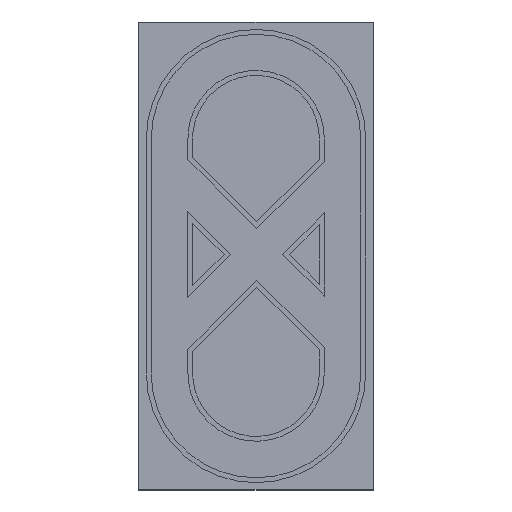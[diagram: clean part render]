
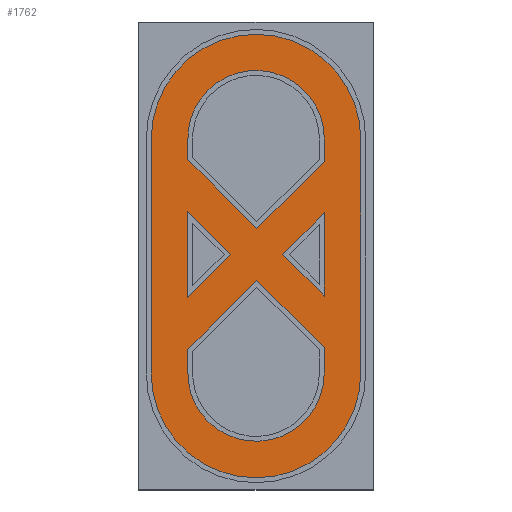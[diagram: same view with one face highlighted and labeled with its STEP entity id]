
A CAD part, top view. The second image highlights one B-rep face of the part: STEP entity #1762.
In plain terms, the highlighted planar face has unit normal (0, 0, 1).
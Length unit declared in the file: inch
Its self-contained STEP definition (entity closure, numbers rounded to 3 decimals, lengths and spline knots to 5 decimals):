
#45=FACE_BOUND('',#285,.T.);
#46=FACE_BOUND('',#286,.T.);
#47=FACE_BOUND('',#287,.T.);
#48=FACE_BOUND('',#288,.T.);
#72=CIRCLE('',#1889,14.0008);
#74=CIRCLE('',#1898,14.00081);
#76=CIRCLE('',#1908,21.5);
#78=CIRCLE('',#1912,21.5);
#173=FACE_OUTER_BOUND('',#284,.T.);
#284=EDGE_LOOP('',(#1465,#1466,#1467,#1468));
#285=EDGE_LOOP('',(#1469,#1470,#1471));
#286=EDGE_LOOP('',(#1472,#1473,#1474,#1475,#1476));
#287=EDGE_LOOP('',(#1477,#1478,#1479));
#288=EDGE_LOOP('',(#1480,#1481,#1482,#1483,#1484));
#431=LINE('',#2692,#638);
#434=LINE('',#2698,#641);
#438=LINE('',#2710,#645);
#441=LINE('',#2714,#648);
#444=LINE('',#2722,#651);
#447=LINE('',#2728,#654);
#450=LINE('',#2732,#657);
#453=LINE('',#2740,#660);
#457=LINE('',#2752,#664);
#460=LINE('',#2758,#667);
#463=LINE('',#2762,#670);
#466=LINE('',#2770,#673);
#469=LINE('',#2776,#676);
#472=LINE('',#2780,#679);
#475=LINE('',#2788,#682);
#479=LINE('',#2800,#686);
#638=VECTOR('',#2206,0.3937);
#641=VECTOR('',#2211,0.3937);
#645=VECTOR('',#2223,0.3937);
#648=VECTOR('',#2228,0.3937);
#651=VECTOR('',#2233,0.3937);
#654=VECTOR('',#2238,0.3937);
#657=VECTOR('',#2243,0.3937);
#660=VECTOR('',#2248,0.3937);
#664=VECTOR('',#2260,0.3937);
#667=VECTOR('',#2265,0.3937);
#670=VECTOR('',#2270,0.3937);
#673=VECTOR('',#2275,0.3937);
#676=VECTOR('',#2280,0.3937);
#679=VECTOR('',#2285,0.3937);
#682=VECTOR('',#2290,0.3937);
#686=VECTOR('',#2302,0.3937);
#820=VERTEX_POINT('',#2689);
#821=VERTEX_POINT('',#2691);
#823=VERTEX_POINT('',#2697);
#825=VERTEX_POINT('',#2703);
#827=VERTEX_POINT('',#2709);
#830=VERTEX_POINT('',#2719);
#831=VERTEX_POINT('',#2721);
#833=VERTEX_POINT('',#2727);
#836=VERTEX_POINT('',#2737);
#837=VERTEX_POINT('',#2739);
#839=VERTEX_POINT('',#2745);
#841=VERTEX_POINT('',#2751);
#843=VERTEX_POINT('',#2757);
#846=VERTEX_POINT('',#2767);
#847=VERTEX_POINT('',#2769);
#849=VERTEX_POINT('',#2775);
#852=VERTEX_POINT('',#2785);
#853=VERTEX_POINT('',#2787);
#855=VERTEX_POINT('',#2793);
#857=VERTEX_POINT('',#2799);
#1021=EDGE_CURVE('',#821,#820,#431,.T.);
#1024=EDGE_CURVE('',#823,#821,#434,.T.);
#1027=EDGE_CURVE('',#825,#823,#72,.T.);
#1030=EDGE_CURVE('',#827,#825,#438,.T.);
#1033=EDGE_CURVE('',#820,#827,#441,.T.);
#1036=EDGE_CURVE('',#831,#830,#444,.T.);
#1039=EDGE_CURVE('',#833,#831,#447,.T.);
#1042=EDGE_CURVE('',#830,#833,#450,.T.);
#1045=EDGE_CURVE('',#837,#836,#453,.T.);
#1048=EDGE_CURVE('',#839,#837,#74,.T.);
#1051=EDGE_CURVE('',#841,#839,#457,.T.);
#1054=EDGE_CURVE('',#843,#841,#460,.T.);
#1057=EDGE_CURVE('',#836,#843,#463,.T.);
#1060=EDGE_CURVE('',#847,#846,#466,.T.);
#1063=EDGE_CURVE('',#849,#847,#469,.T.);
#1066=EDGE_CURVE('',#846,#849,#472,.T.);
#1069=EDGE_CURVE('',#853,#852,#475,.T.);
#1072=EDGE_CURVE('',#855,#853,#76,.T.);
#1075=EDGE_CURVE('',#857,#855,#479,.T.);
#1078=EDGE_CURVE('',#852,#857,#78,.T.);
#1465=ORIENTED_EDGE('',*,*,#1078,.T.);
#1466=ORIENTED_EDGE('',*,*,#1075,.T.);
#1467=ORIENTED_EDGE('',*,*,#1072,.T.);
#1468=ORIENTED_EDGE('',*,*,#1069,.T.);
#1469=ORIENTED_EDGE('',*,*,#1066,.T.);
#1470=ORIENTED_EDGE('',*,*,#1063,.T.);
#1471=ORIENTED_EDGE('',*,*,#1060,.T.);
#1472=ORIENTED_EDGE('',*,*,#1057,.T.);
#1473=ORIENTED_EDGE('',*,*,#1054,.T.);
#1474=ORIENTED_EDGE('',*,*,#1051,.T.);
#1475=ORIENTED_EDGE('',*,*,#1048,.T.);
#1476=ORIENTED_EDGE('',*,*,#1045,.T.);
#1477=ORIENTED_EDGE('',*,*,#1042,.T.);
#1478=ORIENTED_EDGE('',*,*,#1039,.T.);
#1479=ORIENTED_EDGE('',*,*,#1036,.T.);
#1480=ORIENTED_EDGE('',*,*,#1033,.T.);
#1481=ORIENTED_EDGE('',*,*,#1030,.T.);
#1482=ORIENTED_EDGE('',*,*,#1027,.T.);
#1483=ORIENTED_EDGE('',*,*,#1024,.T.);
#1484=ORIENTED_EDGE('',*,*,#1021,.T.);
#1663=PLANE('',#1913);
#1762=ADVANCED_FACE('',(#173,#45,#46,#47,#48),#1663,.T.);
#1889=AXIS2_PLACEMENT_3D('',#2704,#2217,#2218);
#1898=AXIS2_PLACEMENT_3D('',#2746,#2254,#2255);
#1908=AXIS2_PLACEMENT_3D('',#2794,#2296,#2297);
#1912=AXIS2_PLACEMENT_3D('',#2804,#2308,#2309);
#1913=AXIS2_PLACEMENT_3D('',#2805,#2310,#2311);
#2206=DIRECTION('',(-0.707,-0.707,0.));
#2211=DIRECTION('',(0.005,-1.,0.));
#2217=DIRECTION('center_axis',(0.,0.,-1.));
#2218=DIRECTION('ref_axis',(1.,-0.004,0.));
#2223=DIRECTION('',(0.,1.,0.));
#2228=DIRECTION('',(-0.707,0.707,0.));
#2233=DIRECTION('',(-0.707,0.707,0.));
#2238=DIRECTION('',(0.,-1.,0.));
#2243=DIRECTION('',(0.707,0.707,0.));
#2248=DIRECTION('',(0.,1.,0.));
#2254=DIRECTION('center_axis',(0.,0.,-1.));
#2255=DIRECTION('ref_axis',(-0.999,0.053,0.));
#2260=DIRECTION('',(0.,-1.,0.));
#2265=DIRECTION('',(0.707,-0.707,0.));
#2270=DIRECTION('',(0.707,0.707,0.));
#2275=DIRECTION('',(-0.707,-0.707,0.));
#2280=DIRECTION('',(0.707,-0.707,0.));
#2285=DIRECTION('',(0.,1.,0.));
#2290=DIRECTION('',(0.,-1.,0.));
#2296=DIRECTION('center_axis',(0.,0.,1.));
#2297=DIRECTION('ref_axis',(1.,-0.005,0.));
#2302=DIRECTION('',(0.,1.,0.));
#2308=DIRECTION('center_axis',(0.,0.,1.));
#2309=DIRECTION('ref_axis',(-1.,0.,0.));
#2310=DIRECTION('center_axis',(0.,0.,1.));
#2311=DIRECTION('ref_axis',(1.,0.,0.));
#2689=CARTESIAN_POINT('',(24.17111,-42.37871,0.039));
#2691=CARTESIAN_POINT('',(38.02521,-28.52461,0.039));
#2692=CARTESIAN_POINT('',(38.02914,-28.52069,0.039));
#2697=CARTESIAN_POINT('',(38.00121,-24.00241,0.039));
#2698=CARTESIAN_POINT('',(38.02521,-28.52461,0.039));
#2703=CARTESIAN_POINT('',(10.01984,-24.70292,0.039));
#2704=CARTESIAN_POINT('Origin',(24.0005,-23.95205,0.039));
#2709=CARTESIAN_POINT('',(10.01984,-28.22745,0.039));
#2710=CARTESIAN_POINT('',(10.01984,-28.22745,0.039));
#2714=CARTESIAN_POINT('',(10.01984,-28.22745,0.039));
#2719=CARTESIAN_POINT('',(29.47441,-47.68201,0.039));
#2721=CARTESIAN_POINT('',(38.00121,-56.20882,0.039));
#2722=CARTESIAN_POINT('',(29.47441,-47.68201,0.039));
#2727=CARTESIAN_POINT('',(38.00121,-39.15521,0.039));
#2728=CARTESIAN_POINT('',(38.00121,-39.15521,0.039));
#2732=CARTESIAN_POINT('',(38.00121,-39.15521,0.039));
#2737=CARTESIAN_POINT('',(10.01984,-67.13658,0.039));
#2739=CARTESIAN_POINT('',(10.01984,-71.2563,0.039));
#2740=CARTESIAN_POINT('',(10.01984,-71.2563,0.039));
#2745=CARTESIAN_POINT('',(38.00171,-71.99947,0.039));
#2746=CARTESIAN_POINT('Origin',(24.0009,-71.99982,0.039));
#2751=CARTESIAN_POINT('',(38.00159,-66.81579,0.039));
#2752=CARTESIAN_POINT('',(38.00159,-66.81579,0.039));
#2757=CARTESIAN_POINT('',(24.17111,-52.98532,0.039));
#2758=CARTESIAN_POINT('',(24.17111,-52.98532,0.039));
#2762=CARTESIAN_POINT('',(24.17111,-52.98532,0.039));
#2767=CARTESIAN_POINT('',(10.01984,-56.52998,0.039));
#2769=CARTESIAN_POINT('',(18.86781,-47.68201,0.039));
#2770=CARTESIAN_POINT('',(18.86781,-47.68201,0.039));
#2775=CARTESIAN_POINT('',(10.01984,-38.83405,0.039));
#2776=CARTESIAN_POINT('',(10.01984,-38.83405,0.039));
#2780=CARTESIAN_POINT('',(10.01984,-56.52998,0.039));
#2785=CARTESIAN_POINT('',(2.5,-71.99834,0.039));
#2787=CARTESIAN_POINT('',(2.5,-23.94651,0.039));
#2788=CARTESIAN_POINT('',(2.5,-23.86259,0.039));
#2793=CARTESIAN_POINT('',(45.49954,-24.14055,0.039));
#2794=CARTESIAN_POINT('Origin',(23.99986,-24.02282,0.039));
#2799=CARTESIAN_POINT('',(45.49954,-72.14029,0.039));
#2800=CARTESIAN_POINT('',(45.49954,-72.14191,0.039));
#2804=CARTESIAN_POINT('Origin',(24.,-72.,0.039));
#2805=CARTESIAN_POINT('Origin',(23.99993,-48.01141,0.039));
